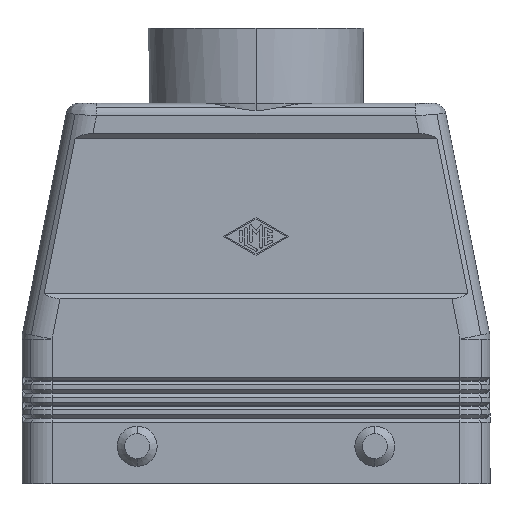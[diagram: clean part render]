
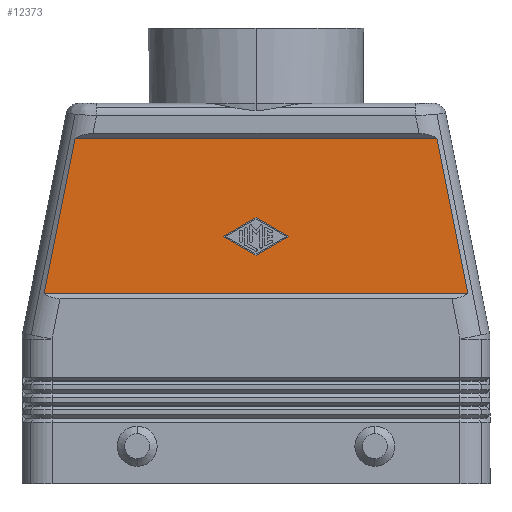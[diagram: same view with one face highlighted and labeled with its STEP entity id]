
A CAD part, front view. The second image highlights one B-rep face of the part: STEP entity #12373.
In plain terms, the highlighted planar face has unit normal (0, -1, 0).
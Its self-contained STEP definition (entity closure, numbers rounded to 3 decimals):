
#539=CARTESIAN_POINT('',(36.157,-20.5,69.0));
#540=VERTEX_POINT('',#539);
#548=CARTESIAN_POINT('',(42.323,-20.5,38.0));
#549=VERTEX_POINT('',#548);
#550=CARTESIAN_POINT('',(36.157,-20.5,69.0));
#551=DIRECTION('',(0.195,0.0,-0.981));
#552=VECTOR('',#551,31.607);
#553=LINE('',#550,#552);
#554=EDGE_CURVE('',#540,#549,#553,.T.);
#775=CARTESIAN_POINT('',(-42.323,-20.5,38.0));
#776=VERTEX_POINT('',#775);
#784=CARTESIAN_POINT('',(-36.157,-20.5,69.0));
#785=VERTEX_POINT('',#784);
#786=CARTESIAN_POINT('',(-42.323,-20.5,38.0));
#787=DIRECTION('',(0.195,0.0,0.981));
#788=VECTOR('',#787,31.607);
#789=LINE('',#786,#788);
#790=EDGE_CURVE('',#776,#785,#789,.T.);
#11518=CARTESIAN_POINT('',(0.,-20.5,53.149));
#11519=VERTEX_POINT('',#11518);
#11520=CARTESIAN_POINT('',(6.5,-20.5,49.4));
#11521=VERTEX_POINT('',#11520);
#11522=CARTESIAN_POINT('',(0.,-20.5,53.149));
#11523=DIRECTION('',(0.866,0.0,-0.5));
#11524=VECTOR('',#11523,7.504);
#11525=LINE('',#11522,#11524);
#11526=EDGE_CURVE('',#11519,#11521,#11525,.T.);
#11558=CARTESIAN_POINT('',(0.,-20.5,45.651));
#11559=VERTEX_POINT('',#11558);
#11560=CARTESIAN_POINT('',(6.5,-20.5,49.4));
#11561=DIRECTION('',(-0.866,0.0,-0.5));
#11562=VECTOR('',#11561,7.504);
#11563=LINE('',#11560,#11562);
#11564=EDGE_CURVE('',#11521,#11559,#11563,.T.);
#11642=CARTESIAN_POINT('',(-6.5,-20.5,49.4));
#11643=VERTEX_POINT('',#11642);
#11644=CARTESIAN_POINT('',(0.,-20.5,45.651));
#11645=DIRECTION('',(-0.866,0.0,0.5));
#11646=VECTOR('',#11645,7.504);
#11647=LINE('',#11644,#11646);
#11648=EDGE_CURVE('',#11559,#11643,#11647,.T.);
#11673=CARTESIAN_POINT('',(-6.5,-20.5,49.4));
#11674=DIRECTION('',(0.866,0.0,0.5));
#11675=VECTOR('',#11674,7.504);
#11676=LINE('',#11673,#11675);
#11677=EDGE_CURVE('',#11643,#11519,#11676,.T.);
#12346=CARTESIAN_POINT('',(0.0,-20.5,69.0));
#12347=DIRECTION('',(0.0,1.0,0.0));
#12348=DIRECTION('',(0.0,0.0,1.0));
#12349=AXIS2_PLACEMENT_3D('',#12346,#12347,#12348);
#12350=PLANE('',#12349);
#12351=ORIENTED_EDGE('',*,*,#554,.F.);
#12352=CARTESIAN_POINT('',(-36.157,-20.5,69.0));
#12353=DIRECTION('',(1.0,0.0,0.0));
#12354=VECTOR('',#12353,72.313);
#12355=LINE('',#12352,#12354);
#12356=EDGE_CURVE('',#785,#540,#12355,.T.);
#12357=ORIENTED_EDGE('',*,*,#12356,.F.);
#12358=ORIENTED_EDGE('',*,*,#790,.F.);
#12359=CARTESIAN_POINT('',(-42.323,-20.5,38.0));
#12360=DIRECTION('',(1.0,0.0,0.0));
#12361=VECTOR('',#12360,84.646);
#12362=LINE('',#12359,#12361);
#12363=EDGE_CURVE('',#776,#549,#12362,.T.);
#12364=ORIENTED_EDGE('',*,*,#12363,.T.);
#12365=EDGE_LOOP('',(#12351,#12357,#12358,#12364));
#12366=FACE_OUTER_BOUND('',#12365,.T.);
#12367=ORIENTED_EDGE('',*,*,#11648,.T.);
#12368=ORIENTED_EDGE('',*,*,#11677,.T.);
#12369=ORIENTED_EDGE('',*,*,#11526,.T.);
#12370=ORIENTED_EDGE('',*,*,#11564,.T.);
#12371=EDGE_LOOP('',(#12367,#12368,#12369,#12370));
#12372=FACE_BOUND('',#12371,.T.);
#12373=ADVANCED_FACE('',(#12366,#12372),#12350,.F.);
